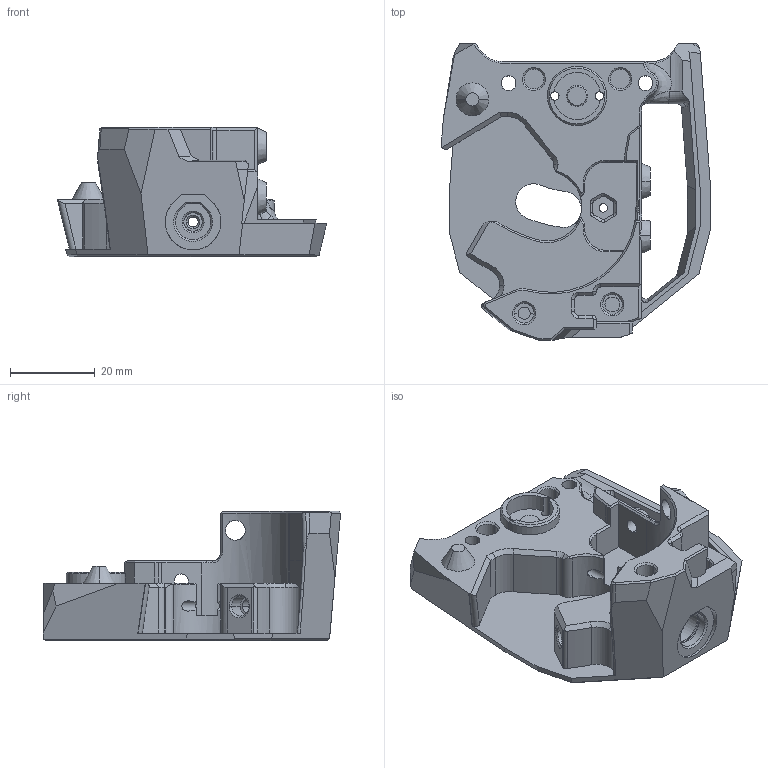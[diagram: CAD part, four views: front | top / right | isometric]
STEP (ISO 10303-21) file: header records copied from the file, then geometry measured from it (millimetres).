
FILE_DESCRIPTION (( 'STEP AP214' ), '1' );
FILE_NAME ('front_body_ECAS_coupler.STEP', '2023-12-28T19:55:03', ( '' ), ( '' ), 'SwSTEP 2.0', 'SolidWorks 2024', '' );
FILE_SCHEMA (( 'AUTOMOTIVE_DESIGN' ));
Length unit declared in the file: millimetre
Products named in the file (1): front_body_ECAS_coupler
Bounding box: 63.76 x 70.3 x 30.6 mm (x, y, z)
Volume: 33521.5 mm3; surface area: 15872.9 mm2
Topology: 1 solids, 1 shells, 516 faces, 1321 edges, 824 vertices
Faces by surface type: plane 290, cylinder 111, cone 86, bspline 26, torus 3
Entity records: 17593 total; most frequent: CARTESIAN_POINT 5271, ORIENTED_EDGE 2642, DIRECTION 2436, EDGE_CURVE 1321, VECTOR 850, LINE 850, VERTEX_POINT 824, AXIS2_PLACEMENT_3D 793
